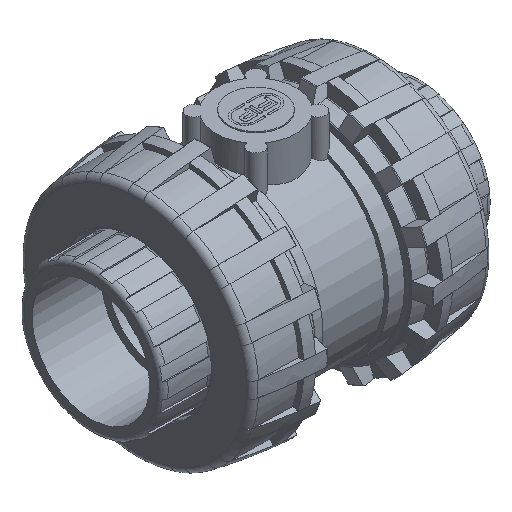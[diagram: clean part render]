
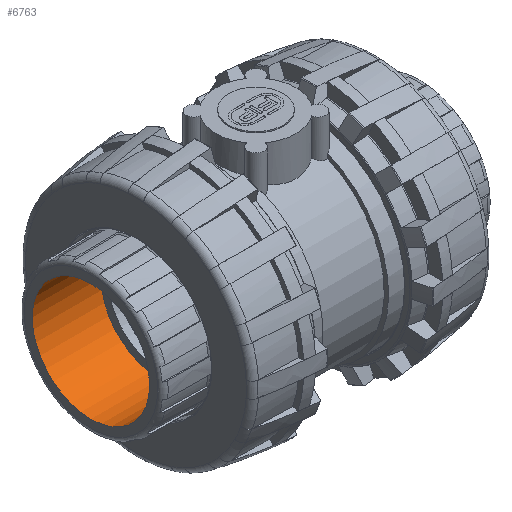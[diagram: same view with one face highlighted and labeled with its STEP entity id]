
A CAD part, isometric view. The second image highlights one B-rep face of the part: STEP entity #6763.
In plain terms, the highlighted cylindrical face has radius 37.5 mm (diameter 75 mm), a full revolution.
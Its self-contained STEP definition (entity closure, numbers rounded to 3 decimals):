
#374=FACE_BOUND($,#1791,.T.);
#1341=CYLINDRICAL_SURFACE($,#7194,37.5);
#1393=FACE_OUTER_BOUND($,#1790,.T.);
#1790=EDGE_LOOP($,(#4546));
#1791=EDGE_LOOP($,(#4547));
#2214=CIRCLE($,#7192,37.5);
#2216=CIRCLE($,#7195,37.5);
#2628=VERTEX_POINT($,#10243);
#2630=VERTEX_POINT($,#10248);
#3386=EDGE_CURVE($,#2628,#2628,#2214,.T.);
#3388=EDGE_CURVE($,#2630,#2630,#2216,.T.);
#4546=ORIENTED_EDGE($,*,*,#3388,.F.);
#4547=ORIENTED_EDGE($,*,*,#3386,.F.);
#6763=ADVANCED_FACE($,(#1393,#374),#1341,.F.);
#7192=AXIS2_PLACEMENT_3D($,#10244,#8032,#8033);
#7194=AXIS2_PLACEMENT_3D($,#10247,#8036,#8037);
#7195=AXIS2_PLACEMENT_3D($,#10249,#8038,#8039);
#8032=DIRECTION('center_axis',(0.,1.,0.));
#8033=DIRECTION('ref_axis',(0.,0.,1.));
#8036=DIRECTION('center_axis',(0.,1.,0.));
#8037=DIRECTION('ref_axis',(0.,0.,1.));
#8038=DIRECTION('center_axis',(0.,-1.,0.));
#8039=DIRECTION('ref_axis',(0.,0.,1.));
#10243=CARTESIAN_POINT('',(0.,5.,26.25));
#10244=CARTESIAN_POINT('Origin',(0.,5.,-11.25));
#10247=CARTESIAN_POINT('Origin',(0.,27.,-11.25));
#10248=CARTESIAN_POINT('',(0.,49.,26.25));
#10249=CARTESIAN_POINT('Origin',(0.,49.,-11.25));
